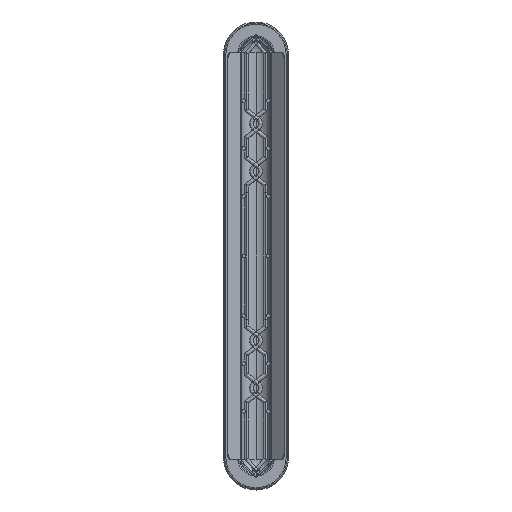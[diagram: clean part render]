
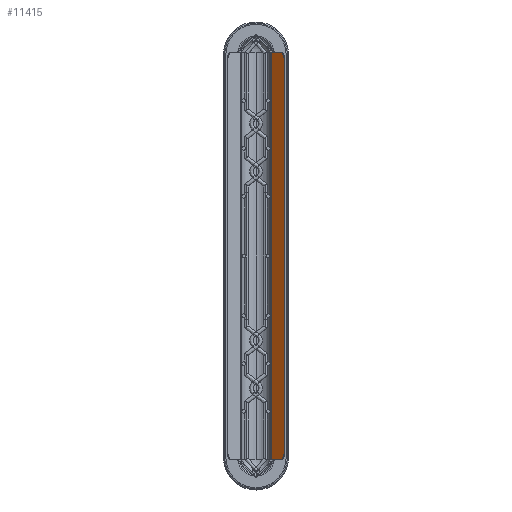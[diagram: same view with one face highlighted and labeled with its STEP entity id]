
A CAD part, left-side view. The second image highlights one B-rep face of the part: STEP entity #11415.
In plain terms, the highlighted planar face has unit normal (-0.766, 0.643, 0).
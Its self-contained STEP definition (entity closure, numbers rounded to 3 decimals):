
#2583 = VECTOR ( 'NONE', #105259, 1000. ) ;
#5668 = VECTOR ( 'NONE', #85867, 1000. ) ;
#7004 = EDGE_CURVE ( 'NONE', #64141, #13663, #91030, .T. ) ;
#8144 = VERTEX_POINT ( 'NONE', #97019 ) ;
#11415 = ADVANCED_FACE ( 'NONE', ( #94987 ), #56071, .F. ) ;
#12401 = CARTESIAN_POINT ( 'NONE',  ( -2013.599, -12.714, 171. ) ) ;
#13496 = ORIENTED_EDGE ( 'NONE', *, *, #77328, .T. ) ;
#13663 = VERTEX_POINT ( 'NONE', #137861 ) ;
#14013 = DIRECTION ( 'NONE',  ( 0., 0., -1. ) ) ;
#15852 = LINE ( 'NONE', #78758, #124945 ) ;
#19222 = DIRECTION ( 'NONE',  ( -0.766, 0.643, 0. ) ) ;
#29898 = LINE ( 'NONE', #104438, #2583 ) ;
#34344 = AXIS2_PLACEMENT_3D ( 'NONE', #44256, #94747, #105525 ) ;
#36949 = ORIENTED_EDGE ( 'NONE', *, *, #127490, .F. ) ;
#38426 = AXIS2_PLACEMENT_3D ( 'NONE', #106583, #43675, #94158 ) ;
#38637 = CARTESIAN_POINT ( 'NONE',  ( -2022.642, -23.491, -171. ) ) ;
#43675 = DIRECTION ( 'NONE',  ( 0.766, -0.643, 0. ) ) ;
#44256 = CARTESIAN_POINT ( 'NONE',  ( -2019.428, -19.66, 166. ) ) ;
#46149 = AXIS2_PLACEMENT_3D ( 'NONE', #55623, #19222, #120210 ) ;
#51259 = LINE ( 'NONE', #12401, #125402 ) ;
#53367 = CARTESIAN_POINT ( 'NONE',  ( -2013.599, -12.714, 171. ) ) ;
#55623 = CARTESIAN_POINT ( 'NONE',  ( -2019.428, -19.66, -166. ) ) ;
#56071 = PLANE ( 'NONE',  #38426 ) ;
#56977 = ORIENTED_EDGE ( 'NONE', *, *, #67826, .T. ) ;
#64141 = VERTEX_POINT ( 'NONE', #141304 ) ;
#67826 = EDGE_CURVE ( 'NONE', #77230, #8144, #51259, .T. ) ;
#75904 = LINE ( 'NONE', #38637, #5668 ) ;
#76637 = CARTESIAN_POINT ( 'NONE',  ( -2022.642, -23.491, 166. ) ) ;
#77230 = VERTEX_POINT ( 'NONE', #53367 ) ;
#77328 = EDGE_CURVE ( 'NONE', #111939, #99113, #95250, .T. ) ;
#78758 = CARTESIAN_POINT ( 'NONE',  ( -2022.642, -23.491, 171. ) ) ;
#85867 = DIRECTION ( 'NONE',  ( -0.643, -0.766, 0. ) ) ;
#88324 = CARTESIAN_POINT ( 'NONE',  ( -2019.428, -19.66, 171. ) ) ;
#91030 = CIRCLE ( 'NONE', #46149, 5. ) ;
#94158 = DIRECTION ( 'NONE',  ( 0.643, 0.766, 0. ) ) ;
#94747 = DIRECTION ( 'NONE',  ( -0.766, 0.643, 0. ) ) ;
#94987 = FACE_OUTER_BOUND ( 'NONE', #138288, .T. ) ;
#95250 = CIRCLE ( 'NONE', #34344, 5. ) ;
#97019 = CARTESIAN_POINT ( 'NONE',  ( -2013.599, -12.714, -171. ) ) ;
#99113 = VERTEX_POINT ( 'NONE', #88324 ) ;
#104438 = CARTESIAN_POINT ( 'NONE',  ( -2022.642, -23.491, 171. ) ) ;
#105259 = DIRECTION ( 'NONE',  ( -0.643, -0.766, 0. ) ) ;
#105525 = DIRECTION ( 'NONE',  ( 0.643, 0.766, 0. ) ) ;
#106583 = CARTESIAN_POINT ( 'NONE',  ( -2022.642, -23.491, 171. ) ) ;
#111939 = VERTEX_POINT ( 'NONE', #76637 ) ;
#120210 = DIRECTION ( 'NONE',  ( 0.643, 0.766, 0. ) ) ;
#124945 = VECTOR ( 'NONE', #151634, 1000. ) ;
#125402 = VECTOR ( 'NONE', #14013, 1000. ) ;
#127490 = EDGE_CURVE ( 'NONE', #77230, #99113, #29898, .T. ) ;
#133506 = EDGE_CURVE ( 'NONE', #111939, #13663, #15852, .T. ) ;
#137861 = CARTESIAN_POINT ( 'NONE',  ( -2022.642, -23.491, -166. ) ) ;
#138288 = EDGE_LOOP ( 'NONE', ( #154938, #13496, #36949, #56977, #150741, #156106 ) ) ;
#141304 = CARTESIAN_POINT ( 'NONE',  ( -2019.428, -19.66, -171. ) ) ;
#150741 = ORIENTED_EDGE ( 'NONE', *, *, #159029, .T. ) ;
#151634 = DIRECTION ( 'NONE',  ( 0., 0., -1. ) ) ;
#154938 = ORIENTED_EDGE ( 'NONE', *, *, #133506, .F. ) ;
#156106 = ORIENTED_EDGE ( 'NONE', *, *, #7004, .T. ) ;
#159029 = EDGE_CURVE ( 'NONE', #8144, #64141, #75904, .T. ) ;
